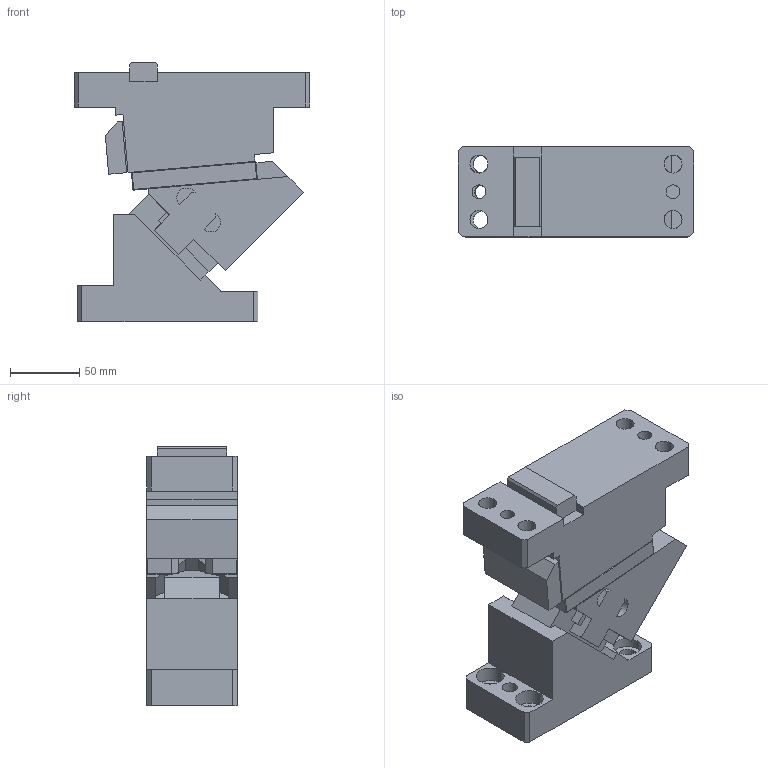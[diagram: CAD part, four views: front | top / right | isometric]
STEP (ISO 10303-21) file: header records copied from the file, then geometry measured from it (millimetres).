
FILE_DESCRIPTION(('CATIA V5 STEP Exchange'),'2;1');
FILE_NAME('CACC_65_45.stp','2015-04-21T10:38:29+00:00',('none'),('none'),'CATIA Version 5 Release 19 SP 2 (IN-10)','CATIA V5 STEP AP203','none');
FILE_SCHEMA(('CONFIG_CONTROL_DESIGN'));
Length unit declared in the file: millimetre
Products named in the file (1): CACC_65_45
Bounding box: 170 x 65 x 187.5 mm (x, y, z)
Volume: 1206623.7 mm3; surface area: 161184 mm2
Topology: 3 solids, 6 shells, 281 faces, 771 edges, 512 vertices
Faces by surface type: plane 202, cylinder 75, cone 4
Entity records: 9953 total; most frequent: CARTESIAN_POINT 3095, ORIENTED_EDGE 1534, DIRECTION 1148, EDGE_CURVE 767, VECTOR 609, LINE 609, VERTEX_POINT 512, EDGE_LOOP 321
